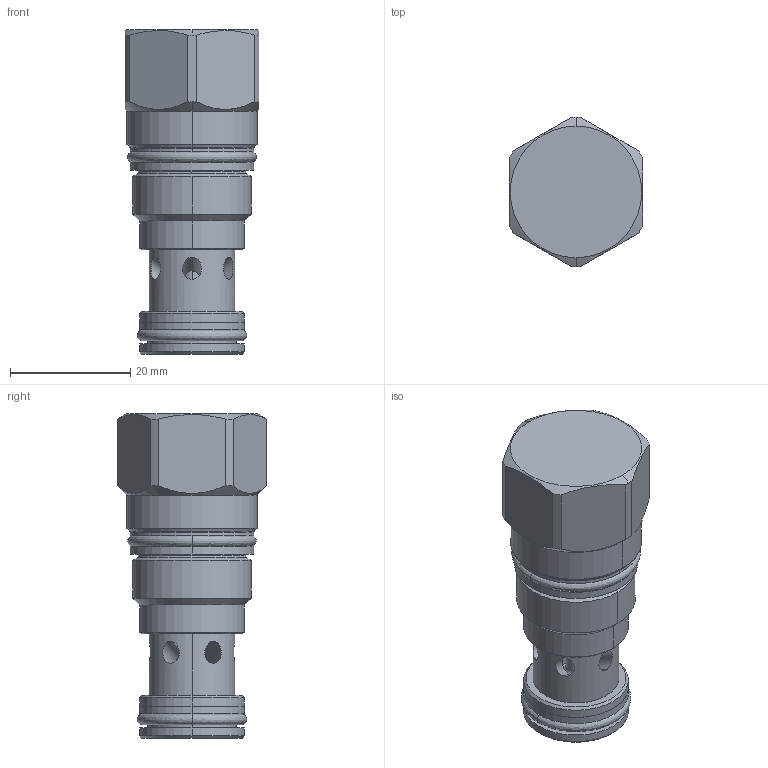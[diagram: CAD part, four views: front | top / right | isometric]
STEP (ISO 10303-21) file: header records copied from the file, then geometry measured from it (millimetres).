
FILE_DESCRIPTION((''),'2;1');
FILE_NAME('CXCD-XCN_PRT','2014-11-03T',('Administrator'),(''),'PRO/ENGINEER BY PARAMETRIC TECHNOLOGY CORPORATION, 2006240','PRO/ENGINEER BY PARAMETRIC TECHNOLOGY CORPORATION, 2006240','');
FILE_SCHEMA(('CONFIG_CONTROL_DESIGN'));
Length unit declared in the file: inch
Products named in the file (1): CXCD-XCN_PRT
Bounding box: 22.23 x 24.84 x 53.87 mm (x, y, z)
Volume: 15222.4 mm3; surface area: 6035.1 mm2
Topology: 3 solids, 3 shells, 153 faces, 371 edges, 232 vertices
Faces by surface type: cylinder 60, plane 39, cone 24, torus 18, revolution 8, sphere 4
Entity records: 5651 total; most frequent: CARTESIAN_POINT 1994, DIRECTION 771, ORIENTED_EDGE 742, EDGE_CURVE 371, AXIS2_PLACEMENT_3D 321, VERTEX_POINT 232, EDGE_LOOP 177, CIRCLE 176
